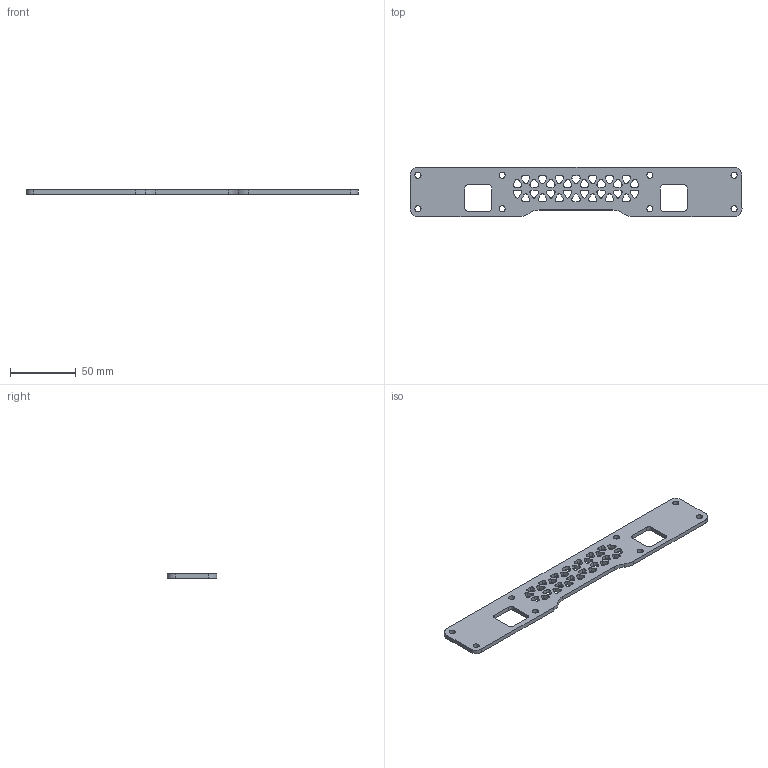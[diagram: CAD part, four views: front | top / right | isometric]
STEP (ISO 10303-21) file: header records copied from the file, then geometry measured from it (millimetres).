
FILE_DESCRIPTION(/* description */ (''),/* implementation_level */ '2;1');
FILE_NAME(/* name */ 'Cross Bar.step',/* time_stamp */ '2024-06-27T21:00:33-05:00',/* author */ (''),/* organization */ (''),/* preprocessor_version */ 'ST-DEVELOPER v20',/* originating_system */ 'Autodesk Translation Framework v13.14.0.145',/* authorisation */ '');
FILE_SCHEMA (('AUTOMOTIVE_DESIGN { 1 0 10303 214 3 1 1 }'));
Length unit declared in the file: metre
Products named in the file (1): cross_bar_v23_-_cross_bar_v23
Bounding box: 251.78 x 37.47 x 3.17 mm (x, y, z)
Volume: 23053.2 mm3; surface area: 19062.5 mm2
Topology: 1 solids, 1 shells, 220 faces, 654 edges, 436 vertices
Faces by surface type: cylinder 114, plane 106
Full cylindrical faces by diameter (mm): 4.572 x4, 4.623 x4
Entity records: 7646 total; most frequent: DIRECTION 1324, CARTESIAN_POINT 1311, ORIENTED_EDGE 1308, EDGE_CURVE 654, AXIS2_PLACEMENT_3D 449, VERTEX_POINT 436, LINE 426, VECTOR 426
